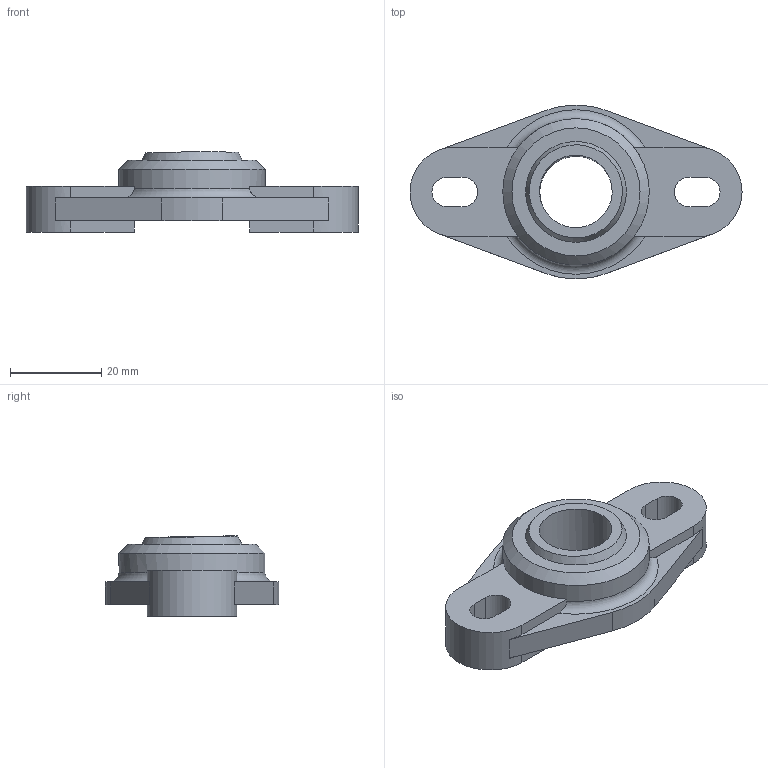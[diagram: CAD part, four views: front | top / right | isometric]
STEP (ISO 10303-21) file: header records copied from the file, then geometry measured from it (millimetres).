
FILE_DESCRIPTION(/* description */ (''),/* implementation_level */ '2;1');
FILE_NAME(/* name */ 'BRG_Bearing_EFOI-10R.iam.stp',/* time_stamp */ '2016-01-07T16:48:32-08:00',/* author */ ('Autodesk, Inc.'),/* organization */ ('Autodesk Inc.'),/* preprocessor_version */ 'ST-DEVELOPER v16.1',/* originating_system */ 'Autodesk Inventor 2016',/* authorisation */ '');
FILE_SCHEMA (('AUTOMOTIVE_DESIGN { 1 0 10303 214 3 1 1 }'));
Length unit declared in the file: millimetre
Products named in the file (3): EFOI-10_Housing; EFOI-10_Spherical Bearing; BRG_Bearing_EFOI-10R
Assembly tree (2 placements, depth 2):
  BRG_Bearing_EFOI-10R
    EFOI-10_Housing
    EFOI-10_Spherical Bearing
Bounding box: 72.6 x 37.9 x 17.55 mm (x, y, z)
Volume: 15020.7 mm3; surface area: 8213.1 mm2
Topology: 2 solids, 2 shells, 46 faces, 122 edges, 80 vertices
Faces by surface type: plane 28, cylinder 12, sphere 2, cone 2, torus 2
Full cylindrical faces by diameter (mm): 15.88 x1, 32 x1
Entity records: 1498 total; most frequent: CARTESIAN_POINT 277, DIRECTION 256, ORIENTED_EDGE 226, EDGE_CURVE 113, AXIS2_PLACEMENT_3D 96, VERTEX_POINT 77, LINE 64, VECTOR 64
